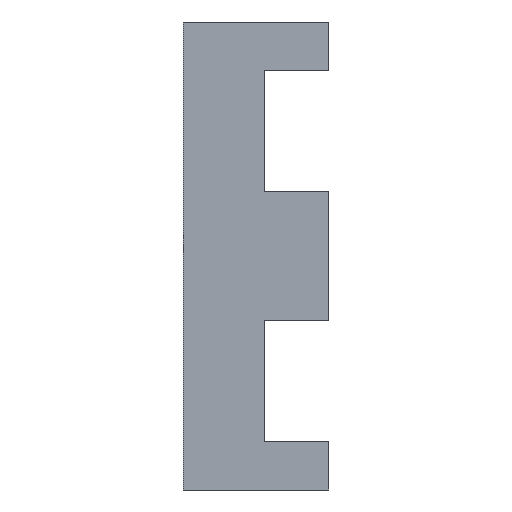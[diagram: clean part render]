
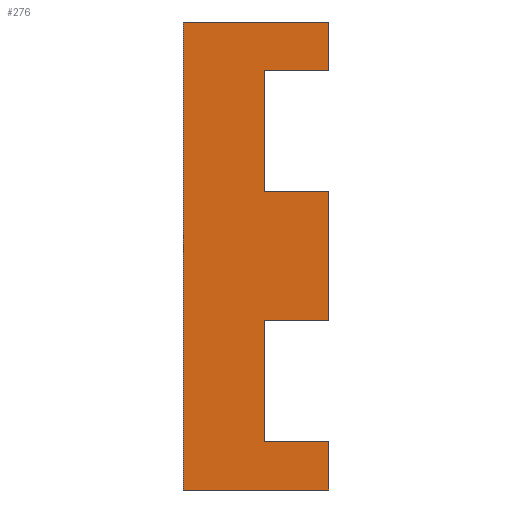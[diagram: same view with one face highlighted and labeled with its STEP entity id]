
A CAD part, front view. The second image highlights one B-rep face of the part: STEP entity #276.
In plain terms, the highlighted planar face has unit normal (0, -1, 0).
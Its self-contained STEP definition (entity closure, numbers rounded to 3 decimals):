
#2 = ORIENTED_EDGE ( 'NONE', *, *, #247, .F. ) ;
#5 = DIRECTION ( 'NONE',  ( -1., 0., 0. ) ) ;
#6 = VERTEX_POINT ( 'NONE', #111 ) ;
#20 = DIRECTION ( 'NONE',  ( -1., 0., 0. ) ) ;
#21 = ORIENTED_EDGE ( 'NONE', *, *, #402, .F. ) ;
#23 = VECTOR ( 'NONE', #310, 1000. ) ;
#24 = VECTOR ( 'NONE', #332, 1000. ) ;
#26 = DIRECTION ( 'NONE',  ( 0., 0., 1. ) ) ;
#28 = CARTESIAN_POINT ( 'NONE',  ( 9., -0.25, -8. ) ) ;
#30 = VECTOR ( 'NONE', #281, 1000. ) ;
#42 = EDGE_CURVE ( 'NONE', #396, #314, #100, .T. ) ;
#48 = ORIENTED_EDGE ( 'NONE', *, *, #313, .T. ) ;
#54 = VERTEX_POINT ( 'NONE', #360 ) ;
#60 = DIRECTION ( 'NONE',  ( 1., 0., 0. ) ) ;
#64 = CARTESIAN_POINT ( 'NONE',  ( 1., -0.25, 23. ) ) ;
#73 = CARTESIAN_POINT ( 'NONE',  ( 9., -0.25, -23. ) ) ;
#77 = ORIENTED_EDGE ( 'NONE', *, *, #487, .F. ) ;
#80 = VERTEX_POINT ( 'NONE', #366 ) ;
#81 = ORIENTED_EDGE ( 'NONE', *, *, #265, .F. ) ;
#87 = FACE_OUTER_BOUND ( 'NONE', #477, .T. ) ;
#96 = EDGE_CURVE ( 'NONE', #6, #396, #106, .T. ) ;
#100 = LINE ( 'NONE', #404, #30 ) ;
#105 = CARTESIAN_POINT ( 'NONE',  ( -9., -0.25, -29. ) ) ;
#106 = LINE ( 'NONE', #161, #326 ) ;
#111 = CARTESIAN_POINT ( 'NONE',  ( 9., -0.25, -23. ) ) ;
#119 = VECTOR ( 'NONE', #252, 1000. ) ;
#126 = EDGE_CURVE ( 'NONE', #226, #80, #357, .T. ) ;
#128 = CARTESIAN_POINT ( 'NONE',  ( 0., -0.25, 0. ) ) ;
#134 = VERTEX_POINT ( 'NONE', #221 ) ;
#135 = ORIENTED_EDGE ( 'NONE', *, *, #126, .T. ) ;
#137 = VECTOR ( 'NONE', #412, 1000. ) ;
#145 = LINE ( 'NONE', #267, #23 ) ;
#146 = CARTESIAN_POINT ( 'NONE',  ( 9., -0.25, 23. ) ) ;
#148 = ORIENTED_EDGE ( 'NONE', *, *, #429, .T. ) ;
#159 = CARTESIAN_POINT ( 'NONE',  ( 1., -0.25, -23. ) ) ;
#161 = CARTESIAN_POINT ( 'NONE',  ( 9., -0.25, -29. ) ) ;
#163 = VECTOR ( 'NONE', #482, 1000. ) ;
#170 = DIRECTION ( 'NONE',  ( 0., 0., 1. ) ) ;
#172 = VERTEX_POINT ( 'NONE', #315 ) ;
#184 = CARTESIAN_POINT ( 'NONE',  ( 9., -0.25, -8. ) ) ;
#186 = AXIS2_PLACEMENT_3D ( 'NONE', #128, #411, #170 ) ;
#192 = EDGE_CURVE ( 'NONE', #6, #226, #322, .T. ) ;
#201 = LINE ( 'NONE', #461, #355 ) ;
#206 = EDGE_CURVE ( 'NONE', #385, #499, #207, .T. ) ;
#207 = LINE ( 'NONE', #393, #137 ) ;
#208 = CARTESIAN_POINT ( 'NONE',  ( 9., -0.25, -29. ) ) ;
#221 = CARTESIAN_POINT ( 'NONE',  ( -9., -0.25, 29. ) ) ;
#223 = CARTESIAN_POINT ( 'NONE',  ( 1., -0.25, 23. ) ) ;
#226 = VERTEX_POINT ( 'NONE', #257 ) ;
#229 = LINE ( 'NONE', #415, #24 ) ;
#236 = ORIENTED_EDGE ( 'NONE', *, *, #96, .F. ) ;
#247 = EDGE_CURVE ( 'NONE', #54, #459, #421, .T. ) ;
#249 = VECTOR ( 'NONE', #60, 1000. ) ;
#252 = DIRECTION ( 'NONE',  ( 0., 0., -1. ) ) ;
#257 = CARTESIAN_POINT ( 'NONE',  ( 1., -0.25, -23. ) ) ;
#263 = CARTESIAN_POINT ( 'NONE',  ( 9., -0.25, -29. ) ) ;
#265 = EDGE_CURVE ( 'NONE', #134, #301, #229, .T. ) ;
#267 = CARTESIAN_POINT ( 'NONE',  ( 9., -0.25, -29. ) ) ;
#276 = ADVANCED_FACE ( 'NONE', ( #87 ), #422, .F. ) ;
#281 = DIRECTION ( 'NONE',  ( -1., 0., 0. ) ) ;
#283 = LINE ( 'NONE', #64, #374 ) ;
#286 = ORIENTED_EDGE ( 'NONE', *, *, #381, .T. ) ;
#295 = CARTESIAN_POINT ( 'NONE',  ( -9., -0.25, -29. ) ) ;
#301 = VERTEX_POINT ( 'NONE', #337 ) ;
#307 = DIRECTION ( 'NONE',  ( 0., 0., -1. ) ) ;
#310 = DIRECTION ( 'NONE',  ( 0., 0., -1. ) ) ;
#313 = EDGE_CURVE ( 'NONE', #54, #172, #201, .T. ) ;
#314 = VERTEX_POINT ( 'NONE', #295 ) ;
#315 = CARTESIAN_POINT ( 'NONE',  ( 1., -0.25, 8. ) ) ;
#316 = LINE ( 'NONE', #184, #249 ) ;
#322 = LINE ( 'NONE', #73, #335 ) ;
#326 = VECTOR ( 'NONE', #307, 1000. ) ;
#332 = DIRECTION ( 'NONE',  ( 1., 0., 0. ) ) ;
#335 = VECTOR ( 'NONE', #5, 1000. ) ;
#337 = CARTESIAN_POINT ( 'NONE',  ( 9., -0.25, 29. ) ) ;
#355 = VECTOR ( 'NONE', #20, 1000. ) ;
#357 = LINE ( 'NONE', #159, #427 ) ;
#360 = CARTESIAN_POINT ( 'NONE',  ( 9., -0.25, 8. ) ) ;
#366 = CARTESIAN_POINT ( 'NONE',  ( 1., -0.25, -8. ) ) ;
#371 = DIRECTION ( 'NONE',  ( 0., 0., 1. ) ) ;
#372 = ORIENTED_EDGE ( 'NONE', *, *, #206, .T. ) ;
#374 = VECTOR ( 'NONE', #26, 1000. ) ;
#381 = EDGE_CURVE ( 'NONE', #172, #385, #283, .T. ) ;
#385 = VERTEX_POINT ( 'NONE', #223 ) ;
#387 = ORIENTED_EDGE ( 'NONE', *, *, #42, .F. ) ;
#393 = CARTESIAN_POINT ( 'NONE',  ( 9., -0.25, 23. ) ) ;
#396 = VERTEX_POINT ( 'NONE', #263 ) ;
#402 = EDGE_CURVE ( 'NONE', #301, #499, #145, .T. ) ;
#404 = CARTESIAN_POINT ( 'NONE',  ( -9., -0.25, -29. ) ) ;
#411 = DIRECTION ( 'NONE',  ( 0., 1., 0. ) ) ;
#412 = DIRECTION ( 'NONE',  ( 1., 0., 0. ) ) ;
#415 = CARTESIAN_POINT ( 'NONE',  ( -9., -0.25, 29. ) ) ;
#421 = LINE ( 'NONE', #208, #119 ) ;
#422 = PLANE ( 'NONE',  #186 ) ;
#427 = VECTOR ( 'NONE', #371, 1000. ) ;
#429 = EDGE_CURVE ( 'NONE', #80, #459, #316, .T. ) ;
#454 = LINE ( 'NONE', #105, #163 ) ;
#459 = VERTEX_POINT ( 'NONE', #28 ) ;
#461 = CARTESIAN_POINT ( 'NONE',  ( 9., -0.25, 8. ) ) ;
#477 = EDGE_LOOP ( 'NONE', ( #135, #148, #2, #48, #286, #372, #21, #81, #77, #387, #236, #489 ) ) ;
#482 = DIRECTION ( 'NONE',  ( 0., 0., 1. ) ) ;
#487 = EDGE_CURVE ( 'NONE', #314, #134, #454, .T. ) ;
#489 = ORIENTED_EDGE ( 'NONE', *, *, #192, .T. ) ;
#499 = VERTEX_POINT ( 'NONE', #146 ) ;
